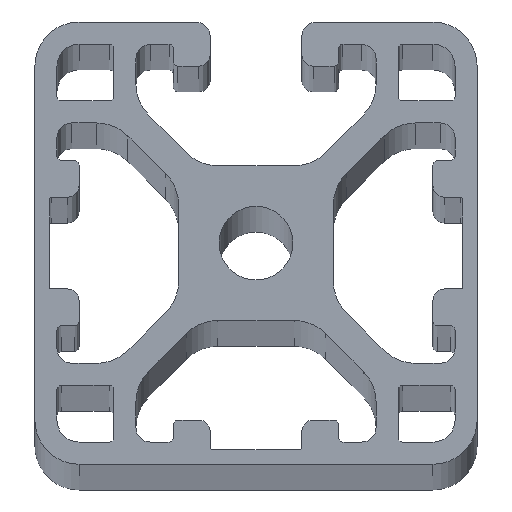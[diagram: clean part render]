
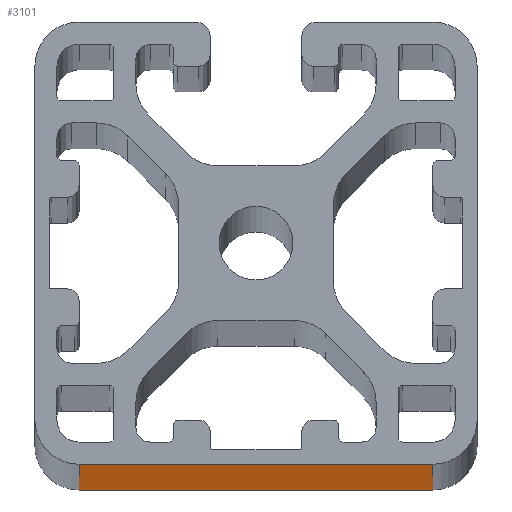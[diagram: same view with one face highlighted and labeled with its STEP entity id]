
A CAD part, top view. The second image highlights one B-rep face of the part: STEP entity #3101.
In plain terms, the highlighted planar face has unit normal (0, -1, 0).
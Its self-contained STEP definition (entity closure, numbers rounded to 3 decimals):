
#105=PLANE($,#3407);
#257=FACE_OUTER_BOUND($,#411,.T.);
#411=EDGE_LOOP($,(#2547,#2548,#2549,#2550));
#727=LINE($,#5229,#1031);
#728=LINE($,#5232,#1032);
#729=LINE($,#5234,#1033);
#730=LINE($,#5235,#1034);
#1031=VECTOR($,#4305,1000.);
#1032=VECTOR($,#4308,24.);
#1033=VECTOR($,#4309,24.);
#1034=VECTOR($,#4310,1000.);
#1491=VERTEX_POINT($,#5225);
#1492=VERTEX_POINT($,#5227);
#1493=VERTEX_POINT($,#5231);
#1494=VERTEX_POINT($,#5233);
#1943=EDGE_CURVE($,#1491,#1492,#727,.T.);
#1944=EDGE_CURVE($,#1493,#1491,#728,.T.);
#1945=EDGE_CURVE($,#1494,#1492,#729,.T.);
#1946=EDGE_CURVE($,#1493,#1494,#730,.T.);
#2547=ORIENTED_EDGE($,*,*,#1944,.T.);
#2548=ORIENTED_EDGE($,*,*,#1943,.T.);
#2549=ORIENTED_EDGE($,*,*,#1945,.F.);
#2550=ORIENTED_EDGE($,*,*,#1946,.F.);
#3101=ADVANCED_FACE($,(#257),#105,.T.);
#3407=AXIS2_PLACEMENT_3D($,#5230,#4306,#4307);
#4305=DIRECTION($,(0.,0.,1.));
#4306=DIRECTION('center_axis',(0.,-1.,0.));
#4307=DIRECTION('ref_axis',(1.,0.,0.));
#4308=DIRECTION($,(1.,0.,0.));
#4309=DIRECTION($,(1.,0.,0.));
#4310=DIRECTION($,(0.,0.,1.));
#5225=CARTESIAN_POINT('',(12.,-15.,0.));
#5227=CARTESIAN_POINT('',(12.,-15.,1000.));
#5229=CARTESIAN_POINT($,(12.,-15.,0.));
#5230=CARTESIAN_POINT('Origin',(-12.,-15.,0.));
#5231=CARTESIAN_POINT('',(-12.,-15.,0.));
#5232=CARTESIAN_POINT($,(-12.,-15.,0.));
#5233=CARTESIAN_POINT('',(-12.,-15.,1000.));
#5234=CARTESIAN_POINT($,(-12.,-15.,1000.));
#5235=CARTESIAN_POINT($,(-12.,-15.,0.));
